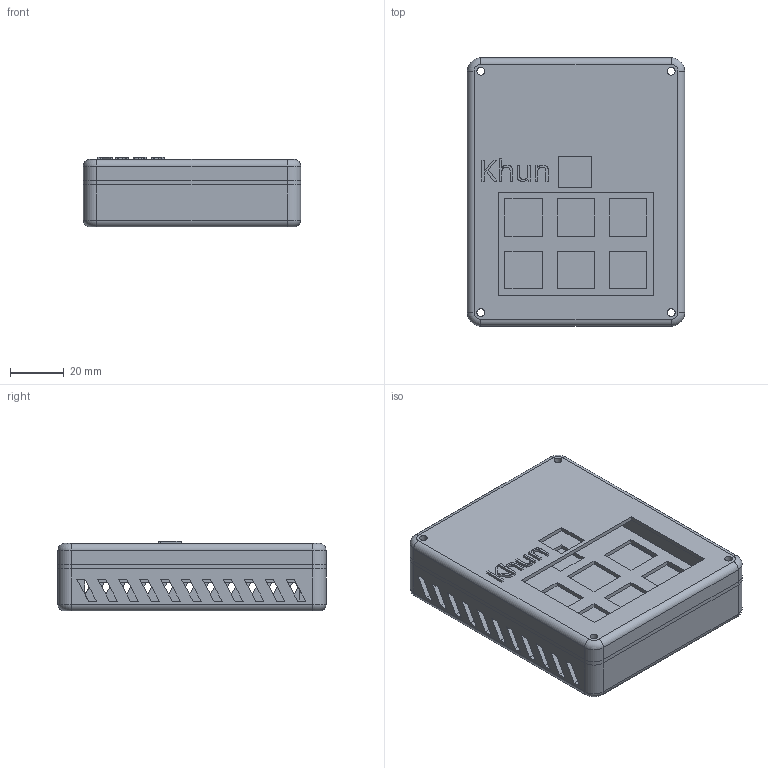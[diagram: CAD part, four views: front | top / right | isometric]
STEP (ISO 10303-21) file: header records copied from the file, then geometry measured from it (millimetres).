
FILE_DESCRIPTION(/* description */ ('STEP AP242','CAx-IF Rec.Pracs.---Representation and Presentation of Product Manufacturing Information (PMI)---4.0---2014-10-13','CAx-IF Rec.Pracs.---3D Tessellated Geometry---0.4---2014-09-14','2;1'),/* implementation_level */ '2;1');
FILE_NAME(/* name */ '6718f01b9ce958362f762c4d',/* time_stamp */ '2024-10-23T12:46:20Z',/* author */ (''),/* organization */ (''),/* preprocessor_version */ 'ST-DEVELOPER v20',/* originating_system */ ' ',/* authorisation */ ' ');
FILE_SCHEMA (('AP242_MANAGED_MODEL_BASED_3D_ENGINEERING_MIM_LF { 1 0 10303 442 1 1 4 }'));
Length unit declared in the file: metre
Products named in the file (4): Part 1; Part 2; Part 3; Part 4
Bounding box: 81 x 100 x 26.09 mm (x, y, z)
Volume: 102842.5 mm3; surface area: 71112.7 mm2
Topology: 4 solids, 4 shells, 295 faces, 840 edges, 554 vertices
Faces by surface type: plane 218, cylinder 46, bspline 23, torus 8
Full cylindrical faces by diameter (mm): 2.9 x12, 5.8 x4
Entity records: 9760 total; most frequent: CARTESIAN_POINT 1950, ORIENTED_EDGE 1644, DIRECTION 1424, EDGE_CURVE 822, LINE 664, VECTOR 664, VERTEX_POINT 552, EDGE_LOOP 404
